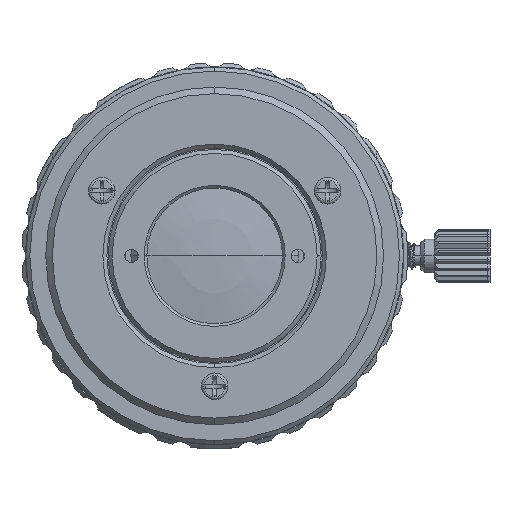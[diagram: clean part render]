
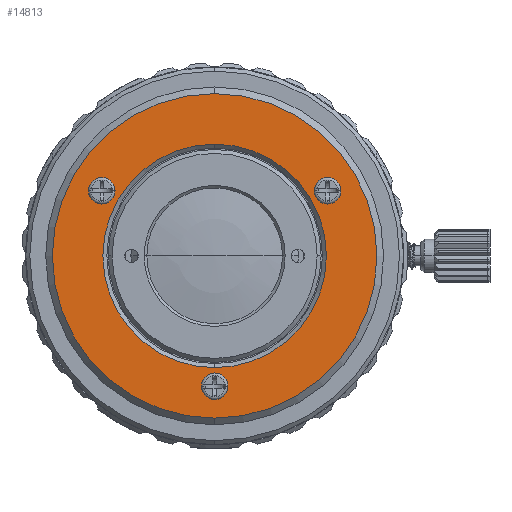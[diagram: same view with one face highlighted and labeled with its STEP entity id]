
A CAD part, front view. The second image highlights one B-rep face of the part: STEP entity #14813.
In plain terms, the highlighted planar face has unit normal (0, -1, 0).
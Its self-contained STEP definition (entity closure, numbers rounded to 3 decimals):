
#14768 = VERTEX_POINT('',#14769);
#14769 = CARTESIAN_POINT('',(14.2,-2.25,-5.798));
#14777 = VERTEX_POINT('',#14778);
#14778 = CARTESIAN_POINT('',(14.2,-2.25,-22.602));
#14784 = EDGE_CURVE('',#14768,#14777,#14785,.T.);
#14785 = CIRCLE('',#14786,8.402);
#14786 = AXIS2_PLACEMENT_3D('',#14787,#14788,#14789);
#14787 = CARTESIAN_POINT('',(14.2,-2.25,-14.2));
#14788 = DIRECTION('',(0.,-1.,0.));
#14789 = DIRECTION('',(0.,0.,1.));
#14800 = EDGE_CURVE('',#14777,#14768,#14801,.T.);
#14801 = CIRCLE('',#14802,8.402);
#14802 = AXIS2_PLACEMENT_3D('',#14803,#14804,#14805);
#14803 = CARTESIAN_POINT('',(14.2,-2.25,-14.2));
#14804 = DIRECTION('',(0.,-1.,0.));
#14805 = DIRECTION('',(0.,0.,-1.));
#14813 = ADVANCED_FACE('',(#14814,#14834,#14838,#14858,#14878),#14898,
  .F.);
#14814 = FACE_BOUND('',#14815,.F.);
#14815 = EDGE_LOOP('',(#14816,#14827));
#14816 = ORIENTED_EDGE('',*,*,#14817,.T.);
#14817 = EDGE_CURVE('',#14818,#14820,#14822,.T.);
#14818 = VERTEX_POINT('',#14819);
#14819 = CARTESIAN_POINT('',(14.2,-2.25,-26.4));
#14820 = VERTEX_POINT('',#14821);
#14821 = CARTESIAN_POINT('',(14.2,-2.25,-2.));
#14822 = CIRCLE('',#14823,12.2);
#14823 = AXIS2_PLACEMENT_3D('',#14824,#14825,#14826);
#14824 = CARTESIAN_POINT('',(14.2,-2.25,-14.2));
#14825 = DIRECTION('',(0.,1.,0.));
#14826 = DIRECTION('',(0.,0.,-1.));
#14827 = ORIENTED_EDGE('',*,*,#14828,.T.);
#14828 = EDGE_CURVE('',#14820,#14818,#14829,.T.);
#14829 = CIRCLE('',#14830,12.2);
#14830 = AXIS2_PLACEMENT_3D('',#14831,#14832,#14833);
#14831 = CARTESIAN_POINT('',(14.2,-2.25,-14.2));
#14832 = DIRECTION('',(0.,1.,0.));
#14833 = DIRECTION('',(0.,-0.,1.));
#14834 = FACE_BOUND('',#14835,.F.);
#14835 = EDGE_LOOP('',(#14836,#14837));
#14836 = ORIENTED_EDGE('',*,*,#14800,.T.);
#14837 = ORIENTED_EDGE('',*,*,#14784,.T.);
#14838 = FACE_BOUND('',#14839,.F.);
#14839 = EDGE_LOOP('',(#14840,#14851));
#14840 = ORIENTED_EDGE('',*,*,#14841,.T.);
#14841 = EDGE_CURVE('',#14842,#14844,#14846,.T.);
#14842 = VERTEX_POINT('',#14843);
#14843 = CARTESIAN_POINT('',(13.2,-2.25,-24.));
#14844 = VERTEX_POINT('',#14845);
#14845 = CARTESIAN_POINT('',(15.2,-2.25,-24.));
#14846 = CIRCLE('',#14847,1.);
#14847 = AXIS2_PLACEMENT_3D('',#14848,#14849,#14850);
#14848 = CARTESIAN_POINT('',(14.2,-2.25,-24.));
#14849 = DIRECTION('',(0.,-1.,0.));
#14850 = DIRECTION('',(-1.,0.,0.));
#14851 = ORIENTED_EDGE('',*,*,#14852,.T.);
#14852 = EDGE_CURVE('',#14844,#14842,#14853,.T.);
#14853 = CIRCLE('',#14854,1.);
#14854 = AXIS2_PLACEMENT_3D('',#14855,#14856,#14857);
#14855 = CARTESIAN_POINT('',(14.2,-2.25,-24.));
#14856 = DIRECTION('',(0.,-1.,0.));
#14857 = DIRECTION('',(1.,0.,0.));
#14858 = FACE_BOUND('',#14859,.F.);
#14859 = EDGE_LOOP('',(#14860,#14871));
#14860 = ORIENTED_EDGE('',*,*,#14861,.T.);
#14861 = EDGE_CURVE('',#14862,#14864,#14866,.T.);
#14862 = VERTEX_POINT('',#14863);
#14863 = CARTESIAN_POINT('',(23.187,-2.25,-10.166));
#14864 = VERTEX_POINT('',#14865);
#14865 = CARTESIAN_POINT('',(22.187,-2.25,-8.434));
#14866 = CIRCLE('',#14867,1.);
#14867 = AXIS2_PLACEMENT_3D('',#14868,#14869,#14870);
#14868 = CARTESIAN_POINT('',(22.687,-2.25,-9.3));
#14869 = DIRECTION('',(0.,-1.,0.));
#14870 = DIRECTION('',(0.5,0.,-0.866));
#14871 = ORIENTED_EDGE('',*,*,#14872,.T.);
#14872 = EDGE_CURVE('',#14864,#14862,#14873,.T.);
#14873 = CIRCLE('',#14874,1.);
#14874 = AXIS2_PLACEMENT_3D('',#14875,#14876,#14877);
#14875 = CARTESIAN_POINT('',(22.687,-2.25,-9.3));
#14876 = DIRECTION('',(0.,-1.,0.));
#14877 = DIRECTION('',(-0.5,0.,0.866));
#14878 = FACE_BOUND('',#14879,.F.);
#14879 = EDGE_LOOP('',(#14880,#14891));
#14880 = ORIENTED_EDGE('',*,*,#14881,.T.);
#14881 = EDGE_CURVE('',#14882,#14884,#14886,.T.);
#14882 = VERTEX_POINT('',#14883);
#14883 = CARTESIAN_POINT('',(6.213,-2.25,-8.434));
#14884 = VERTEX_POINT('',#14885);
#14885 = CARTESIAN_POINT('',(5.213,-2.25,-10.166));
#14886 = CIRCLE('',#14887,1.);
#14887 = AXIS2_PLACEMENT_3D('',#14888,#14889,#14890);
#14888 = CARTESIAN_POINT('',(5.713,-2.25,-9.3));
#14889 = DIRECTION('',(0.,-1.,0.));
#14890 = DIRECTION('',(0.5,0.,0.866));
#14891 = ORIENTED_EDGE('',*,*,#14892,.T.);
#14892 = EDGE_CURVE('',#14884,#14882,#14893,.T.);
#14893 = CIRCLE('',#14894,1.);
#14894 = AXIS2_PLACEMENT_3D('',#14895,#14896,#14897);
#14895 = CARTESIAN_POINT('',(5.713,-2.25,-9.3));
#14896 = DIRECTION('',(0.,-1.,0.));
#14897 = DIRECTION('',(-0.5,-0.,-0.866));
#14898 = PLANE('',#14899);
#14899 = AXIS2_PLACEMENT_3D('',#14900,#14901,#14902);
#14900 = CARTESIAN_POINT('',(14.2,-2.25,-14.2));
#14901 = DIRECTION('',(0.,1.,0.));
#14902 = DIRECTION('',(0.,-0.,1.));
